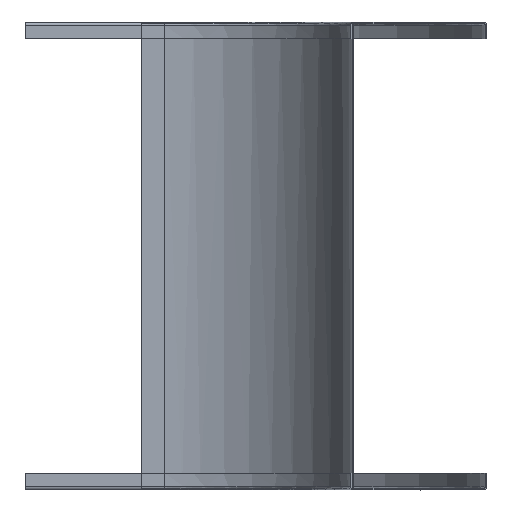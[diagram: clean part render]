
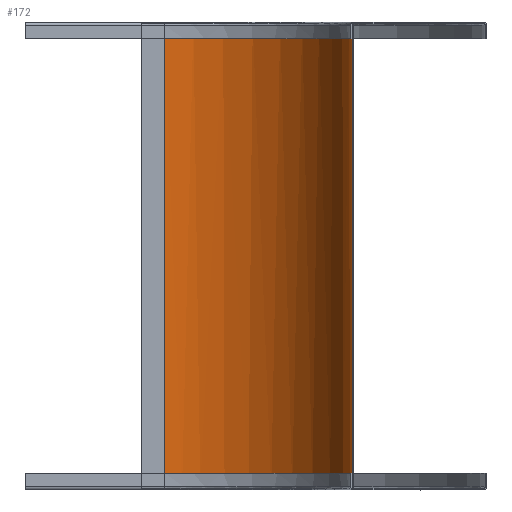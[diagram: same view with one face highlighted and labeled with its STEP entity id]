
A CAD part, front view. The second image highlights one B-rep face of the part: STEP entity #172.
In plain terms, the highlighted free-form (B-spline) face has degree [1, 2] with [2, 3] control points.
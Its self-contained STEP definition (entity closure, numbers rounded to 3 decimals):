
#172=ADVANCED_FACE('',(#538),#5466,.T.);
#538=FACE_OUTER_BOUND('',#904,.T.);
#904=EDGE_LOOP('',(#1345,#1346,#1347,#1348));
#1345=ORIENTED_EDGE('',*,*,#3098,.T.);
#1346=ORIENTED_EDGE('',*,*,#3118,.F.);
#1347=ORIENTED_EDGE('',*,*,#3115,.T.);
#1348=ORIENTED_EDGE('',*,*,#3117,.F.);
#3098=EDGE_CURVE('',#4894,#4889,#4120,.T.);
#3115=EDGE_CURVE('',#4902,#4899,#4135,.T.);
#3117=EDGE_CURVE('',#4894,#4899,#3993,.T.);
#3118=EDGE_CURVE('',#4902,#4889,#3994,.T.);
#3993=(
BOUNDED_CURVE()
B_SPLINE_CURVE(2,(#6278,#6279,#6280),.UNSPECIFIED.,.F.,.F.)
B_SPLINE_CURVE_WITH_KNOTS((3,3),(0.,191.244),.UNSPECIFIED.)
CURVE()
GEOMETRIC_REPRESENTATION_ITEM()
RATIONAL_B_SPLINE_CURVE((1.,0.707,1.))
REPRESENTATION_ITEM('')
);
#3994=(
BOUNDED_CURVE()
B_SPLINE_CURVE(2,(#6281,#6282,#6283),.UNSPECIFIED.,.F.,.F.)
B_SPLINE_CURVE_WITH_KNOTS((3,3),(0.,191.244),.UNSPECIFIED.)
CURVE()
GEOMETRIC_REPRESENTATION_ITEM()
RATIONAL_B_SPLINE_CURVE((1.,0.707,1.))
REPRESENTATION_ITEM('')
);
#4120=B_SPLINE_CURVE_WITH_KNOTS('',1,(#6238,#6239),.UNSPECIFIED.,.F.,.F.,
(2,2),(0.,201.5),.UNSPECIFIED.);
#4135=B_SPLINE_CURVE_WITH_KNOTS('',1,(#6274,#6275),.UNSPECIFIED.,.F.,.F.,
(2,2),(0.,201.5),.UNSPECIFIED.);
#4889=VERTEX_POINT('',#6212);
#4894=VERTEX_POINT('',#6217);
#4899=VERTEX_POINT('',#6222);
#4902=VERTEX_POINT('',#6225);
#5466=(
BOUNDED_SURFACE()
B_SPLINE_SURFACE(1,2,((#6206,#6207,#6208),(#6209,#6210,#6211)),
 .UNSPECIFIED.,.F.,.F.,.F.)
B_SPLINE_SURFACE_WITH_KNOTS((2,2),(3,3),(0.,242.473),(191.244,
382.489),.UNSPECIFIED.)
GEOMETRIC_REPRESENTATION_ITEM()
RATIONAL_B_SPLINE_SURFACE(((1.,0.707,1.),(1.,0.707,
1.)))
REPRESENTATION_ITEM('')
SURFACE()
);
#6206=CARTESIAN_POINT('',(-122.75,121.75,181.403));
#6207=CARTESIAN_POINT('',(-1.,121.75,181.403));
#6208=CARTESIAN_POINT('',(-1.,0.,181.403));
#6209=CARTESIAN_POINT('',(-122.75,121.75,-181.403));
#6210=CARTESIAN_POINT('',(-1.,121.75,-181.403));
#6211=CARTESIAN_POINT('',(-1.,0.,-181.403));
#6212=CARTESIAN_POINT('',(-1.,0.,150.75));
#6217=CARTESIAN_POINT('',(-1.,0.,-150.75));
#6222=CARTESIAN_POINT('',(-122.75,121.75,-150.75));
#6225=CARTESIAN_POINT('',(-122.75,121.75,150.75));
#6238=CARTESIAN_POINT('',(-1.,0.,-150.75));
#6239=CARTESIAN_POINT('',(-1.,0.,150.75));
#6274=CARTESIAN_POINT('',(-122.75,121.75,150.75));
#6275=CARTESIAN_POINT('',(-122.75,121.75,-150.75));
#6278=CARTESIAN_POINT('',(-1.,0.,-150.75));
#6279=CARTESIAN_POINT('',(-1.,121.75,-150.75));
#6280=CARTESIAN_POINT('',(-122.75,121.75,-150.75));
#6281=CARTESIAN_POINT('',(-122.75,121.75,150.75));
#6282=CARTESIAN_POINT('',(-1.,121.75,150.75));
#6283=CARTESIAN_POINT('',(-1.,0.,150.75));
